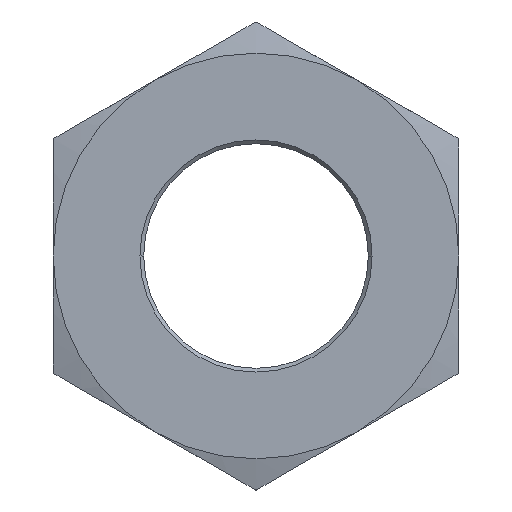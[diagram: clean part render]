
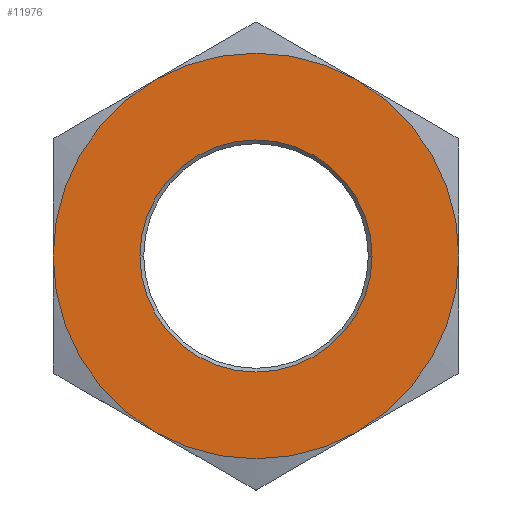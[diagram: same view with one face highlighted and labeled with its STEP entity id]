
A CAD part, front view. The second image highlights one B-rep face of the part: STEP entity #11976.
In plain terms, the highlighted planar face has unit normal (0, -1, 0).
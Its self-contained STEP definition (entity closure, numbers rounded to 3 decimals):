
#229 = DIRECTION ( 'NONE',  ( 0., -1., 0. ) ) ;
#959 = CARTESIAN_POINT ( 'NONE',  ( 0., 0., 0. ) ) ;
#1025 = VERTEX_POINT ( 'NONE', #10819 ) ;
#1322 = CIRCLE ( 'NONE', #7165, 40.5 ) ;
#1347 = ORIENTED_EDGE ( 'NONE', *, *, #4236, .T. ) ;
#1401 = EDGE_CURVE ( 'NONE', #10651, #5393, #5067, .T. ) ;
#1548 = CARTESIAN_POINT ( 'NONE',  ( -23.177, 0., 0. ) ) ;
#1854 = CARTESIAN_POINT ( 'NONE',  ( 23.177, 0., 0. ) ) ;
#2134 = DIRECTION ( 'NONE',  ( 1., 0., 0. ) ) ;
#2317 = EDGE_LOOP ( 'NONE', ( #5570, #6649, #6204, #1347, #5002, #3795 ) ) ;
#2456 = DIRECTION ( 'NONE',  ( 1., 0., 0. ) ) ;
#2768 = VERTEX_POINT ( 'NONE', #7418 ) ;
#2867 = AXIS2_PLACEMENT_3D ( 'NONE', #9697, #6440, #7627 ) ;
#3010 = CIRCLE ( 'NONE', #9042, 40.5 ) ;
#3795 = ORIENTED_EDGE ( 'NONE', *, *, #10281, .T. ) ;
#4120 = DIRECTION ( 'NONE',  ( 1., 0., 0. ) ) ;
#4236 = EDGE_CURVE ( 'NONE', #10093, #2768, #7645, .T. ) ;
#4712 = CARTESIAN_POINT ( 'NONE',  ( 0., 0., 0. ) ) ;
#4921 = CARTESIAN_POINT ( 'NONE',  ( -40.5, 0., 0. ) ) ;
#5002 = ORIENTED_EDGE ( 'NONE', *, *, #8891, .T. ) ;
#5034 = EDGE_CURVE ( 'NONE', #12177, #7610, #6168, .T. ) ;
#5067 = CIRCLE ( 'NONE', #8516, 40.5 ) ;
#5156 = VERTEX_POINT ( 'NONE', #9738 ) ;
#5280 = AXIS2_PLACEMENT_3D ( 'NONE', #12285, #5347, #11374 ) ;
#5300 = AXIS2_PLACEMENT_3D ( 'NONE', #8167, #9205, #2134 ) ;
#5347 = DIRECTION ( 'NONE',  ( 0., 1., 0. ) ) ;
#5393 = VERTEX_POINT ( 'NONE', #12372 ) ;
#5534 = DIRECTION ( 'NONE',  ( 0., -1., 0. ) ) ;
#5570 = ORIENTED_EDGE ( 'NONE', *, *, #1401, .T. ) ;
#6016 = CIRCLE ( 'NONE', #2867, 40.5 ) ;
#6046 = EDGE_CURVE ( 'NONE', #7610, #12177, #9915, .T. ) ;
#6104 = EDGE_LOOP ( 'NONE', ( #10077, #9794 ) ) ;
#6120 = CARTESIAN_POINT ( 'NONE',  ( 0., 0., 0. ) ) ;
#6168 = CIRCLE ( 'NONE', #7355, 23.177 ) ;
#6204 = ORIENTED_EDGE ( 'NONE', *, *, #8321, .T. ) ;
#6346 = CARTESIAN_POINT ( 'NONE',  ( 0., 0., 0. ) ) ;
#6440 = DIRECTION ( 'NONE',  ( 0., -1., 0. ) ) ;
#6649 = ORIENTED_EDGE ( 'NONE', *, *, #11634, .T. ) ;
#6663 = CIRCLE ( 'NONE', #9306, 40.5 ) ;
#7165 = AXIS2_PLACEMENT_3D ( 'NONE', #6346, #5534, #2456 ) ;
#7199 = PLANE ( 'NONE',  #5280 ) ;
#7355 = AXIS2_PLACEMENT_3D ( 'NONE', #10406, #11436, #9911 ) ;
#7418 = CARTESIAN_POINT ( 'NONE',  ( 20.25, 0., 35.074 ) ) ;
#7589 = DIRECTION ( 'NONE',  ( 0., -1., 0. ) ) ;
#7610 = VERTEX_POINT ( 'NONE', #1548 ) ;
#7627 = DIRECTION ( 'NONE',  ( 1., 0., 0. ) ) ;
#7645 = CIRCLE ( 'NONE', #10117, 40.5 ) ;
#7889 = DIRECTION ( 'NONE',  ( 1., 0., 0. ) ) ;
#8167 = CARTESIAN_POINT ( 'NONE',  ( 0., 0., 0. ) ) ;
#8321 = EDGE_CURVE ( 'NONE', #5156, #10093, #6016, .T. ) ;
#8358 = FACE_OUTER_BOUND ( 'NONE', #2317, .T. ) ;
#8445 = CARTESIAN_POINT ( 'NONE',  ( 0., 0., 0. ) ) ;
#8516 = AXIS2_PLACEMENT_3D ( 'NONE', #4712, #9699, #12702 ) ;
#8891 = EDGE_CURVE ( 'NONE', #2768, #1025, #3010, .T. ) ;
#9042 = AXIS2_PLACEMENT_3D ( 'NONE', #959, #10964, #7889 ) ;
#9205 = DIRECTION ( 'NONE',  ( 0., -1., 0. ) ) ;
#9306 = AXIS2_PLACEMENT_3D ( 'NONE', #6120, #229, #4120 ) ;
#9660 = DIRECTION ( 'NONE',  ( 1., 0., 0. ) ) ;
#9697 = CARTESIAN_POINT ( 'NONE',  ( 0., 0., 0. ) ) ;
#9699 = DIRECTION ( 'NONE',  ( 0., -1., 0. ) ) ;
#9724 = CARTESIAN_POINT ( 'NONE',  ( 40.5, 0., 0. ) ) ;
#9738 = CARTESIAN_POINT ( 'NONE',  ( 20.25, 0., -35.074 ) ) ;
#9794 = ORIENTED_EDGE ( 'NONE', *, *, #6046, .F. ) ;
#9911 = DIRECTION ( 'NONE',  ( 1., 0., 0. ) ) ;
#9915 = CIRCLE ( 'NONE', #5300, 23.177 ) ;
#10077 = ORIENTED_EDGE ( 'NONE', *, *, #5034, .F. ) ;
#10093 = VERTEX_POINT ( 'NONE', #9724 ) ;
#10117 = AXIS2_PLACEMENT_3D ( 'NONE', #8445, #7589, #9660 ) ;
#10281 = EDGE_CURVE ( 'NONE', #1025, #10651, #6663, .T. ) ;
#10406 = CARTESIAN_POINT ( 'NONE',  ( 0., 0., 0. ) ) ;
#10601 = FACE_BOUND ( 'NONE', #6104, .T. ) ;
#10651 = VERTEX_POINT ( 'NONE', #4921 ) ;
#10819 = CARTESIAN_POINT ( 'NONE',  ( -20.25, 0., 35.074 ) ) ;
#10964 = DIRECTION ( 'NONE',  ( 0., -1., 0. ) ) ;
#11374 = DIRECTION ( 'NONE',  ( 0., 0., 1. ) ) ;
#11436 = DIRECTION ( 'NONE',  ( 0., -1., 0. ) ) ;
#11634 = EDGE_CURVE ( 'NONE', #5393, #5156, #1322, .T. ) ;
#11976 = ADVANCED_FACE ( 'NONE', ( #8358, #10601 ), #7199, .F. ) ;
#12177 = VERTEX_POINT ( 'NONE', #1854 ) ;
#12285 = CARTESIAN_POINT ( 'NONE',  ( 0., 0., 0. ) ) ;
#12372 = CARTESIAN_POINT ( 'NONE',  ( -20.25, 0., -35.074 ) ) ;
#12702 = DIRECTION ( 'NONE',  ( 1., 0., 0. ) ) ;
